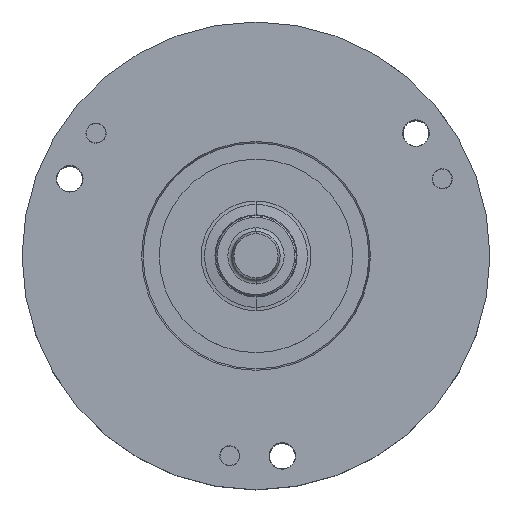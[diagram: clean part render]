
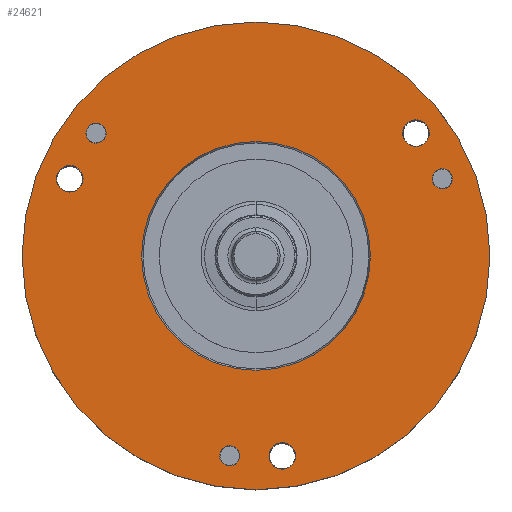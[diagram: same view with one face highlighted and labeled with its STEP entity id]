
A CAD part, top view. The second image highlights one B-rep face of the part: STEP entity #24621.
In plain terms, the highlighted planar face has unit normal (0, 0, 1).
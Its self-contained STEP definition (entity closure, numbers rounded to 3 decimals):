
#4054=CARTESIAN_POINT('',(0.,0.,25.));
#4055=DIRECTION('',(0.,0.,1.));
#4056=DIRECTION('',(1.,0.,0.));
#4057=AXIS2_PLACEMENT_3D('',#4054,#4055,#4056);
#4059=CARTESIAN_POINT('',(0.,0.,25.));
#4060=DIRECTION('',(0.,0.,1.));
#4061=DIRECTION('',(-1.,0.,0.));
#4062=AXIS2_PLACEMENT_3D('',#4059,#4060,#4061);
#4064=CARTESIAN_POINT('',(-19.834,15.219,25.));
#4065=DIRECTION('',(0.,0.,-1.));
#4066=DIRECTION('',(-0.793,0.609,0.));
#4067=AXIS2_PLACEMENT_3D('',#4064,#4065,#4066);
#4069=CARTESIAN_POINT('',(-19.834,15.219,25.));
#4070=DIRECTION('',(0.,0.,-1.));
#4071=DIRECTION('',(0.793,-0.609,0.));
#4072=AXIS2_PLACEMENT_3D('',#4069,#4070,#4071);
#4074=CARTESIAN_POINT('',(-3.263,-24.786,25.));
#4075=DIRECTION('',(0.,0.,-1.));
#4076=DIRECTION('',(-0.131,-0.991,0.));
#4077=AXIS2_PLACEMENT_3D('',#4074,#4075,#4076);
#4079=CARTESIAN_POINT('',(-3.263,-24.786,25.));
#4080=DIRECTION('',(0.,0.,-1.));
#4081=DIRECTION('',(0.131,0.991,0.));
#4082=AXIS2_PLACEMENT_3D('',#4079,#4080,#4081);
#4084=CARTESIAN_POINT('',(23.097,9.567,25.));
#4085=DIRECTION('',(0.,0.,-1.));
#4086=DIRECTION('',(0.924,0.383,0.));
#4087=AXIS2_PLACEMENT_3D('',#4084,#4085,#4086);
#4089=CARTESIAN_POINT('',(23.097,9.567,25.));
#4090=DIRECTION('',(0.,0.,-1.));
#4091=DIRECTION('',(-0.924,-0.383,0.));
#4092=AXIS2_PLACEMENT_3D('',#4089,#4090,#4091);
#4094=CARTESIAN_POINT('',(3.263,-24.786,25.));
#4095=DIRECTION('',(0.,0.,1.));
#4096=DIRECTION('',(0.,-1.,0.));
#4097=AXIS2_PLACEMENT_3D('',#4094,#4095,#4096);
#4099=CARTESIAN_POINT('',(3.263,-24.786,25.));
#4100=DIRECTION('',(0.,0.,1.));
#4101=DIRECTION('',(0.,1.,0.));
#4102=AXIS2_PLACEMENT_3D('',#4099,#4100,#4101);
#4104=CARTESIAN_POINT('',(19.834,15.219,25.));
#4105=DIRECTION('',(0.,0.,1.));
#4106=DIRECTION('',(0.,-1.,0.));
#4107=AXIS2_PLACEMENT_3D('',#4104,#4105,#4106);
#4109=CARTESIAN_POINT('',(19.834,15.219,25.));
#4110=DIRECTION('',(0.,0.,1.));
#4111=DIRECTION('',(0.,1.,0.));
#4112=AXIS2_PLACEMENT_3D('',#4109,#4110,#4111);
#4114=CARTESIAN_POINT('',(-23.097,9.567,25.));
#4115=DIRECTION('',(0.,0.,1.));
#4116=DIRECTION('',(0.,-1.,0.));
#4117=AXIS2_PLACEMENT_3D('',#4114,#4115,#4116);
#4119=CARTESIAN_POINT('',(-23.097,9.567,25.));
#4120=DIRECTION('',(0.,0.,1.));
#4121=DIRECTION('',(0.,1.,0.));
#4122=AXIS2_PLACEMENT_3D('',#4119,#4120,#4121);
#4133=CARTESIAN_POINT('',(0.,0.,25.));
#4134=DIRECTION('',(0.,0.,-1.));
#4135=DIRECTION('',(-1.,0.,0.));
#4136=AXIS2_PLACEMENT_3D('',#4133,#4134,#4135);
#4162=CARTESIAN_POINT('',(0.,0.,25.));
#4163=DIRECTION('',(0.,0.,-1.));
#4164=DIRECTION('',(1.,0.,0.));
#4165=AXIS2_PLACEMENT_3D('',#4162,#4163,#4164);
#19450=CARTESIAN_POINT('',(29.,0.,25.));
#19451=CARTESIAN_POINT('',(-29.,0.,25.));
#19452=VERTEX_POINT('',#19450);
#19453=VERTEX_POINT('',#19451);
#19530=CARTESIAN_POINT('',(-20.826,15.98,25.));
#19531=CARTESIAN_POINT('',(-18.842,14.458,25.));
#19532=VERTEX_POINT('',#19530);
#19533=VERTEX_POINT('',#19531);
#19534=CARTESIAN_POINT('',(-3.426,-26.025,25.));
#19535=CARTESIAN_POINT('',(-3.1,-23.547,25.));
#19536=VERTEX_POINT('',#19534);
#19537=VERTEX_POINT('',#19535);
#19538=CARTESIAN_POINT('',(24.252,10.045,25.));
#19539=CARTESIAN_POINT('',(21.942,9.089,25.));
#19540=VERTEX_POINT('',#19538);
#19541=VERTEX_POINT('',#19539);
#19640=CARTESIAN_POINT('',(14.188,0.,25.));
#19641=CARTESIAN_POINT('',(-14.188,0.,25.));
#19642=VERTEX_POINT('',#19640);
#19643=VERTEX_POINT('',#19641);
#19824=CARTESIAN_POINT('',(3.263,-26.436,25.));
#19825=CARTESIAN_POINT('',(3.263,-23.136,25.));
#19826=VERTEX_POINT('',#19824);
#19827=VERTEX_POINT('',#19825);
#19832=CARTESIAN_POINT('',(19.834,13.569,25.));
#19833=CARTESIAN_POINT('',(19.834,16.869,25.));
#19834=VERTEX_POINT('',#19832);
#19835=VERTEX_POINT('',#19833);
#19840=CARTESIAN_POINT('',(-23.097,7.917,25.));
#19841=CARTESIAN_POINT('',(-23.097,11.217,25.));
#19842=VERTEX_POINT('',#19840);
#19843=VERTEX_POINT('',#19841);
#24570=CARTESIAN_POINT('',(0.,0.,25.));
#24571=DIRECTION('',(0.,0.,1.));
#24572=DIRECTION('',(1.,0.,0.));
#24573=AXIS2_PLACEMENT_3D('',#24570,#24571,#24572);
#24574=PLANE('',#24573);
#24575=ORIENTED_EDGE('',*,*,#24550,.F.);
#24576=ORIENTED_EDGE('',*,*,#24564,.F.);
#24577=EDGE_LOOP('',(#24575,#24576));
#24578=FACE_OUTER_BOUND('',#24577,.F.);
#24580=ORIENTED_EDGE('',*,*,#24579,.F.);
#24582=ORIENTED_EDGE('',*,*,#24581,.F.);
#24583=EDGE_LOOP('',(#24580,#24582));
#24584=FACE_BOUND('',#24583,.F.);
#24586=ORIENTED_EDGE('',*,*,#24585,.F.);
#24588=ORIENTED_EDGE('',*,*,#24587,.F.);
#24589=EDGE_LOOP('',(#24586,#24588));
#24590=FACE_BOUND('',#24589,.F.);
#24592=ORIENTED_EDGE('',*,*,#24591,.F.);
#24594=ORIENTED_EDGE('',*,*,#24593,.F.);
#24595=EDGE_LOOP('',(#24592,#24594));
#24596=FACE_BOUND('',#24595,.F.);
#24598=ORIENTED_EDGE('',*,*,#24597,.F.);
#24600=ORIENTED_EDGE('',*,*,#24599,.F.);
#24601=EDGE_LOOP('',(#24598,#24600));
#24602=FACE_BOUND('',#24601,.F.);
#24604=ORIENTED_EDGE('',*,*,#24603,.T.);
#24606=ORIENTED_EDGE('',*,*,#24605,.T.);
#24607=EDGE_LOOP('',(#24604,#24606));
#24608=FACE_BOUND('',#24607,.F.);
#24610=ORIENTED_EDGE('',*,*,#24609,.T.);
#24612=ORIENTED_EDGE('',*,*,#24611,.T.);
#24613=EDGE_LOOP('',(#24610,#24612));
#24614=FACE_BOUND('',#24613,.F.);
#24616=ORIENTED_EDGE('',*,*,#24615,.T.);
#24618=ORIENTED_EDGE('',*,*,#24617,.T.);
#24619=EDGE_LOOP('',(#24616,#24618));
#24620=FACE_BOUND('',#24619,.F.);
#4058=CIRCLE('',#4057,29.);
#4063=CIRCLE('',#4062,29.);
#4068=CIRCLE('',#4067,1.25);
#4073=CIRCLE('',#4072,1.25);
#4078=CIRCLE('',#4077,1.25);
#4083=CIRCLE('',#4082,1.25);
#4088=CIRCLE('',#4087,1.25);
#4093=CIRCLE('',#4092,1.25);
#4098=CIRCLE('',#4097,1.65);
#4103=CIRCLE('',#4102,1.65);
#4108=CIRCLE('',#4107,1.65);
#4113=CIRCLE('',#4112,1.65);
#4118=CIRCLE('',#4117,1.65);
#4123=CIRCLE('',#4122,1.65);
#4137=CIRCLE('',#4136,14.188);
#4166=CIRCLE('',#4165,14.188);
#24550=EDGE_CURVE('',#19452,#19453,#4058,.T.);
#24564=EDGE_CURVE('',#19453,#19452,#4063,.T.);
#24579=EDGE_CURVE('',#19643,#19642,#4137,.T.);
#24581=EDGE_CURVE('',#19642,#19643,#4166,.T.);
#24585=EDGE_CURVE('',#19532,#19533,#4068,.T.);
#24587=EDGE_CURVE('',#19533,#19532,#4073,.T.);
#24591=EDGE_CURVE('',#19536,#19537,#4078,.T.);
#24593=EDGE_CURVE('',#19537,#19536,#4083,.T.);
#24597=EDGE_CURVE('',#19540,#19541,#4088,.T.);
#24599=EDGE_CURVE('',#19541,#19540,#4093,.T.);
#24603=EDGE_CURVE('',#19826,#19827,#4098,.T.);
#24605=EDGE_CURVE('',#19827,#19826,#4103,.T.);
#24609=EDGE_CURVE('',#19834,#19835,#4108,.T.);
#24611=EDGE_CURVE('',#19835,#19834,#4113,.T.);
#24615=EDGE_CURVE('',#19842,#19843,#4118,.T.);
#24617=EDGE_CURVE('',#19843,#19842,#4123,.T.);
#24621=ADVANCED_FACE('',(#24578,#24584,#24590,#24596,#24602,#24608,#24614,
#24620),#24574,.T.);
